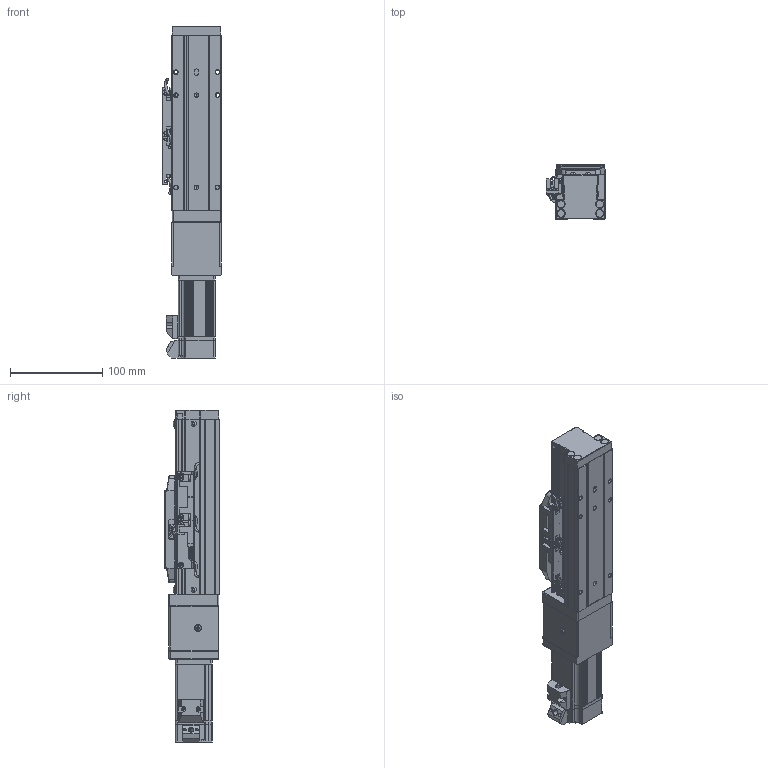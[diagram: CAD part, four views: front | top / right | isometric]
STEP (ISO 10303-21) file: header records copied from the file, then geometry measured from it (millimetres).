
FILE_DESCRIPTION (( 'STEP AP214' ), '1' );
FILE_NAME ('XSK5GT-L10-S50-O3-BC-T10-BC-C.STEP', '2019-10-21T05:37:23', ( 'Microsoft' ), ( 'Microsoft' ), 'SwSTEP 2.0', 'SolidWorks 2015', '' );
FILE_SCHEMA (( 'AUTOMOTIVE_DESIGN' ));
Length unit declared in the file: millimetre
Products named in the file (8): 100W侜督萇儂; GTHA5-覜茼ん嘐隅釱-1; GTHA5-覜茼ん嘐隅釱; GTHA5-覜茼え; GTHA5-BC-100W 萇儂釱; GTHA5-賑釱; GTHA5-菁釱_50; XSK5GT-L10-S50-O3-BC-T10-BC-C
Assembly tree (8 placements, depth 2):
  XSK5GT-L10-S50-O3-BC-T10-BC-C
    GTHA5-菁釱_50
    GTHA5-賑釱
    GTHA5-BC-100W 萇儂釱
    GTHA5-覜茼え
    GTHA5-覜茼ん嘐隅釱  x2
    GTHA5-覜茼ん嘐隅釱-1
    100W侜督萇儂
Bounding box: 64.95 x 60 x 360 mm (x, y, z)
Volume: 449439.8 mm3; surface area: 195665.1 mm2
Topology: 36 solids, 55 shells, 2266 faces, 5667 edges, 3544 vertices
Faces by surface type: plane 1246, cylinder 691, cone 210, torus 92, bspline 14, sphere 13
Entity records: 78219 total; most frequent: CARTESIAN_POINT 11061, DIRECTION 10325, ORIENTED_EDGE 9351, EDGE_CURVE 4822, AXIS2_PLACEMENT_3D 3616, VECTOR 3093, LINE 3093, VERTEX_POINT 3062
